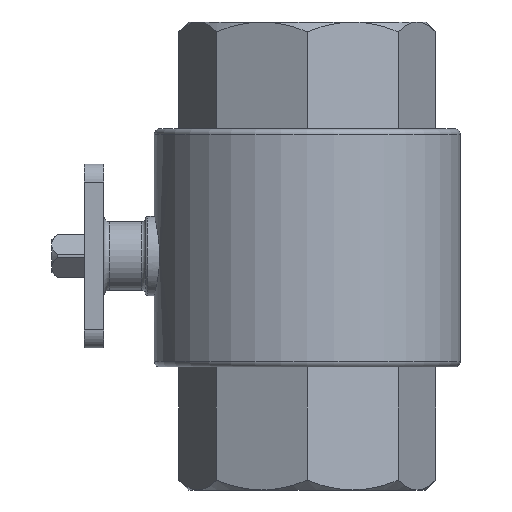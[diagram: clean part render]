
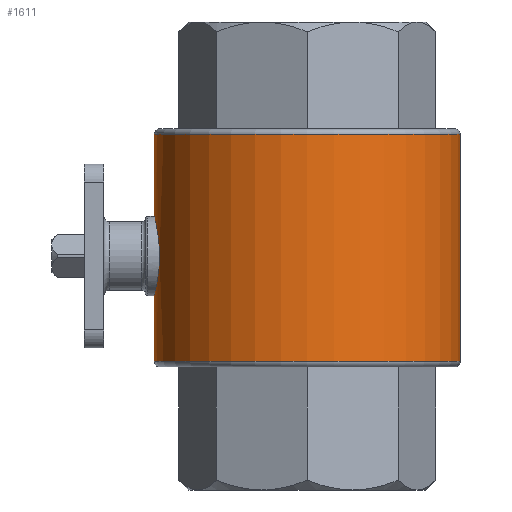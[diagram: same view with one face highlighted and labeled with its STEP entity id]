
A CAD part, left-side view. The second image highlights one B-rep face of the part: STEP entity #1611.
In plain terms, the highlighted cylindrical face has radius 42.5 mm (diameter 85 mm), a full revolution.
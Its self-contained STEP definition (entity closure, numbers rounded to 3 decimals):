
#101=CIRCLE('',#1764,42.5);
#102=CIRCLE('',#1765,42.5);
#180=CYLINDRICAL_SURFACE('',#1763,42.5);
#440=ORIENTED_EDGE('',*,*,#890,.F.);
#441=ORIENTED_EDGE('',*,*,#891,.F.);
#442=ORIENTED_EDGE('',*,*,#892,.T.);
#890=EDGE_CURVE('',#1107,#1107,#101,.T.);
#891=EDGE_CURVE('',#1108,#1108,#1224,.T.);
#892=EDGE_CURVE('',#1109,#1109,#102,.T.);
#1107=VERTEX_POINT('',#2671);
#1108=VERTEX_POINT('',#2691);
#1109=VERTEX_POINT('',#2693);
#1224=B_SPLINE_CURVE_WITH_KNOTS('',3,(#2672,#2673,#2674,#2675,#2676,#2677,
#2678,#2679,#2680,#2681,#2682,#2683,#2684,#2685,#2686,#2687,#2688,#2689,
#2690),.UNSPECIFIED.,.T.,.F.,(1,1,1,1,1,1,1,1,1,1,1,1,1,1,1,1,1,1,1,1,1,
1,1),(-0.013,-0.009,-0.004,0.,
0.004,0.009,0.013,0.017,
0.022,0.026,0.03,0.035,
0.039,0.043,0.047,0.052,
0.056,0.06,0.065,0.069,
0.073,0.078,0.082),.UNSPECIFIED.);
#1279=EDGE_LOOP('',(#440));
#1280=EDGE_LOOP('',(#441));
#1281=EDGE_LOOP('',(#442));
#1431=FACE_BOUND('',#1279,.T.);
#1432=FACE_BOUND('',#1280,.T.);
#1433=FACE_BOUND('',#1281,.T.);
#1611=ADVANCED_FACE('',(#1431,#1432,#1433),#180,.T.);
#1763=AXIS2_PLACEMENT_3D('',#2669,#2049,#2050);
#1764=AXIS2_PLACEMENT_3D('',#2670,#2051,#2052);
#1765=AXIS2_PLACEMENT_3D('',#2692,#2053,#2054);
#2049=DIRECTION('',(0.,0.,-1.));
#2050=DIRECTION('',(-1.,0.,0.));
#2051=DIRECTION('',(0.,0.,-1.));
#2052=DIRECTION('',(-1.,0.,0.));
#2053=DIRECTION('',(0.,0.,-1.));
#2054=DIRECTION('',(-1.,0.,0.));
#2669=CARTESIAN_POINT('',(0.,0.,-30.8));
#2670=CARTESIAN_POINT('',(0.,0.,-29.3));
#2671=CARTESIAN_POINT('',(-42.5,0.,-29.3));
#2672=CARTESIAN_POINT('',(4.35,42.343,-10.415));
#2673=CARTESIAN_POINT('',(-0.003,42.578,-11.292));
#2674=CARTESIAN_POINT('',(-4.339,42.344,-10.419));
#2675=CARTESIAN_POINT('',(-7.98,41.783,-7.976));
#2676=CARTESIAN_POINT('',(-10.419,41.214,-4.338));
#2677=CARTESIAN_POINT('',(-11.289,40.971,-0.008));
#2678=CARTESIAN_POINT('',(-10.424,41.213,4.329));
#2679=CARTESIAN_POINT('',(-7.978,41.784,7.979));
#2680=CARTESIAN_POINT('',(-4.336,42.344,10.42));
#2681=CARTESIAN_POINT('',(-0.005,42.578,11.289));
#2682=CARTESIAN_POINT('',(4.328,42.345,10.423));
#2683=CARTESIAN_POINT('',(7.973,41.785,7.984));
#2684=CARTESIAN_POINT('',(10.417,41.214,4.343));
#2685=CARTESIAN_POINT('',(11.29,40.971,0.005));
#2686=CARTESIAN_POINT('',(10.422,41.213,-4.331));
#2687=CARTESIAN_POINT('',(7.982,41.783,-7.973));
#2688=CARTESIAN_POINT('',(4.35,42.343,-10.415));
#2689=CARTESIAN_POINT('',(-0.003,42.578,-11.292));
#2690=CARTESIAN_POINT('',(-4.339,42.344,-10.419));
#2691=CARTESIAN_POINT('',(0.,42.5,-11.));
#2692=CARTESIAN_POINT('',(0.,0.,33.8));
#2693=CARTESIAN_POINT('',(-42.5,0.,33.8));
